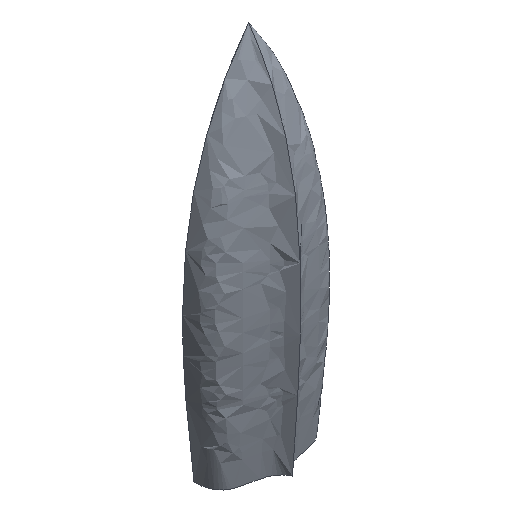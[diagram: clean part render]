
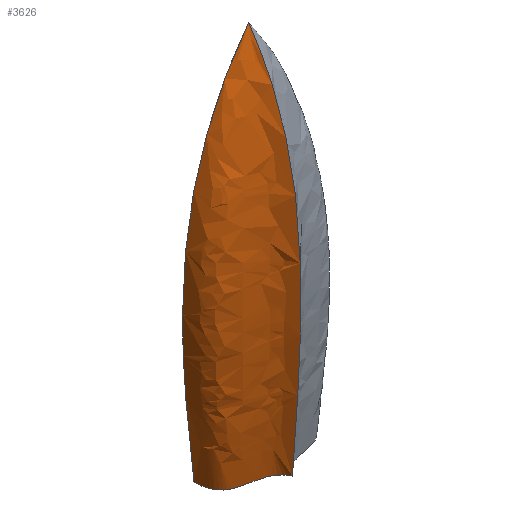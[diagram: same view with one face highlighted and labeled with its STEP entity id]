
A CAD part, isometric view. The second image highlights one B-rep face of the part: STEP entity #3626.
In plain terms, the highlighted free-form (B-spline) face has degree [3, 3] with [4, 6] control points.
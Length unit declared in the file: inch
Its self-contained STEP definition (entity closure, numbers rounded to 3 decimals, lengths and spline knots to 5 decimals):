
#9 = CARTESIAN_POINT ( 'NONE',  ( 0., -2., 0. ) ) ;
#138 = CARTESIAN_POINT ( 'NONE',  ( -1.71557, -0.96069, 13.86827 ) ) ;
#150 = B_SPLINE_CURVE_WITH_KNOTS ( 'NONE', 3,
 ( #209, #3806, #1150, #2322, #2856, #1112 ),
 .UNSPECIFIED., .F., .F.,
 ( 4, 1, 1, 4 ),
 ( 0., 0.06348, 0.53572, 1. ),
 .UNSPECIFIED. ) ;
#173 = CARTESIAN_POINT ( 'NONE',  ( -0.68301, -0.94393, 2.65663 ) ) ;
#209 = CARTESIAN_POINT ( 'NONE',  ( 0., 0., 17. ) ) ;
#211 = CARTESIAN_POINT ( 'NONE',  ( 0., -0.20641, 16.66824 ) ) ;
#356 = ORIENTED_EDGE ( 'NONE', *, *, #3697, .T. ) ;
#428 = CARTESIAN_POINT ( 'NONE',  ( -2.1798, 0., 13.86827 ) ) ;
#432 = CARTESIAN_POINT ( 'NONE',  ( 0., -2., 0. ) ) ;
#446 = CARTESIAN_POINT ( 'NONE',  ( 0., 0., 17. ) ) ;
#482 = CARTESIAN_POINT ( 'NONE',  ( -2.817, 0., 2.65663 ) ) ;
#518 = B_SPLINE_CURVE_WITH_KNOTS ( 'NONE', 3,
 ( #1132, #2015, #3222, #556 ),
 .UNSPECIFIED., .F., .F.,
 ( 4, 4 ),
 ( 0., 1. ),
 .UNSPECIFIED. ) ;
#556 = CARTESIAN_POINT ( 'NONE',  ( 0., -2., 0. ) ) ;
#735 = CARTESIAN_POINT ( 'NONE',  ( -0.55206, -0.80941, 0. ) ) ;
#754 = CARTESIAN_POINT ( 'NONE',  ( -2.5, 0., 0. ) ) ;
#769 = CARTESIAN_POINT ( 'NONE',  ( 0., -2.21377, 2.65663 ) ) ;
#951 = VERTEX_POINT ( 'NONE', #2165 ) ;
#1025 = CARTESIAN_POINT ( 'NONE',  ( -0.18174, -0.10177, 16.66824 ) ) ;
#1029 = CARTESIAN_POINT ( 'NONE',  ( 0., 0., 17. ) ) ;
#1112 = CARTESIAN_POINT ( 'NONE',  ( -2.5, 0., 0. ) ) ;
#1132 = CARTESIAN_POINT ( 'NONE',  ( -2.5, 0., 0. ) ) ;
#1150 = CARTESIAN_POINT ( 'NONE',  ( -2.1798, 0., 13.86827 ) ) ;
#1319 = FACE_OUTER_BOUND ( 'NONE', #2763, .T. ) ;
#1350 = CARTESIAN_POINT ( 'NONE',  ( -0.42085, -0.93317, 13.86827 ) ) ;
#1607 = CARTESIAN_POINT ( 'NONE',  ( -0.23092, 0., 16.66824 ) ) ;
#1642 = CARTESIAN_POINT ( 'NONE',  ( 0., 0., 17. ) ) ;
#1681 = CARTESIAN_POINT ( 'NONE',  ( 0., -1.9484, 13.86827 ) ) ;
#1755 = B_SPLINE_SURFACE_WITH_KNOTS ( 'NONE', 3, 3, ( 
 ( #754, #482, #3076, #428, #1607, #1642 ),
 ( #2783, #3385, #2532, #138, #1025, #2204 ),
 ( #735, #173, #3093, #1350, #3716, #446 ),
 ( #3422, #769, #3461, #3787, #2565, #2617 ) ),
 .UNSPECIFIED., .F., .F., .F.,
 ( 4, 4 ),
 ( 4, 1, 1, 4 ),
 ( 0., 1. ),
 ( 0., 0.46428, 0.93652, 1. ),
 .UNSPECIFIED. ) ;
#2015 = CARTESIAN_POINT ( 'NONE',  ( -2.4355, -1.89607, 0. ) ) ;
#2055 = EDGE_CURVE ( 'NONE', #2669, #3247, #2432, .T. ) ;
#2065 = ORIENTED_EDGE ( 'NONE', *, *, #3788, .T. ) ;
#2165 = CARTESIAN_POINT ( 'NONE',  ( -2.5, 0., 0. ) ) ;
#2204 = CARTESIAN_POINT ( 'NONE',  ( 0., 0., 17. ) ) ;
#2322 = CARTESIAN_POINT ( 'NONE',  ( -3.45642, 0., 8.01544 ) ) ;
#2432 = B_SPLINE_CURVE_WITH_KNOTS ( 'NONE', 3,
 ( #432, #3695, #2500, #1681, #211, #1029 ),
 .UNSPECIFIED., .F., .F.,
 ( 4, 1, 1, 4 ),
 ( 0., 0.46428, 0.93652, 1. ),
 .UNSPECIFIED. ) ;
#2451 = ORIENTED_EDGE ( 'NONE', *, *, #2055, .T. ) ;
#2500 = CARTESIAN_POINT ( 'NONE',  ( 0., -2.64497, 8.01544 ) ) ;
#2532 = CARTESIAN_POINT ( 'NONE',  ( -3.39942, -2.46777, 8.01544 ) ) ;
#2565 = CARTESIAN_POINT ( 'NONE',  ( 0., -0.20641, 16.66824 ) ) ;
#2617 = CARTESIAN_POINT ( 'NONE',  ( 0., 0., 17. ) ) ;
#2669 = VERTEX_POINT ( 'NONE', #9 ) ;
#2763 = EDGE_LOOP ( 'NONE', ( #356, #2451, #2065 ) ) ;
#2783 = CARTESIAN_POINT ( 'NONE',  ( -2.4355, -1.89607, 0. ) ) ;
#2856 = CARTESIAN_POINT ( 'NONE',  ( -2.817, 0., 2.65663 ) ) ;
#3018 = CARTESIAN_POINT ( 'NONE',  ( 0., 0., 17. ) ) ;
#3076 = CARTESIAN_POINT ( 'NONE',  ( -3.45642, 0., 8.01544 ) ) ;
#3093 = CARTESIAN_POINT ( 'NONE',  ( -0.94715, -1.21527, 8.01544 ) ) ;
#3222 = CARTESIAN_POINT ( 'NONE',  ( -0.55206, -0.80941, 0. ) ) ;
#3247 = VERTEX_POINT ( 'NONE', #3018 ) ;
#3385 = CARTESIAN_POINT ( 'NONE',  ( -2.75498, -2.08556, 2.65663 ) ) ;
#3422 = CARTESIAN_POINT ( 'NONE',  ( 0., -2., 0. ) ) ;
#3461 = CARTESIAN_POINT ( 'NONE',  ( 0., -2.64497, 8.01544 ) ) ;
#3626 = ADVANCED_FACE ( 'NONE', ( #1319 ), #1755, .T. ) ;
#3695 = CARTESIAN_POINT ( 'NONE',  ( 0., -2.21377, 2.65663 ) ) ;
#3697 = EDGE_CURVE ( 'NONE', #951, #2669, #518, .T. ) ;
#3716 = CARTESIAN_POINT ( 'NONE',  ( -0.04458, -0.09886, 16.66824 ) ) ;
#3787 = CARTESIAN_POINT ( 'NONE',  ( 0., -1.9484, 13.86827 ) ) ;
#3788 = EDGE_CURVE ( 'NONE', #3247, #951, #150, .T. ) ;
#3806 = CARTESIAN_POINT ( 'NONE',  ( -0.23092, 0., 16.66824 ) ) ;
